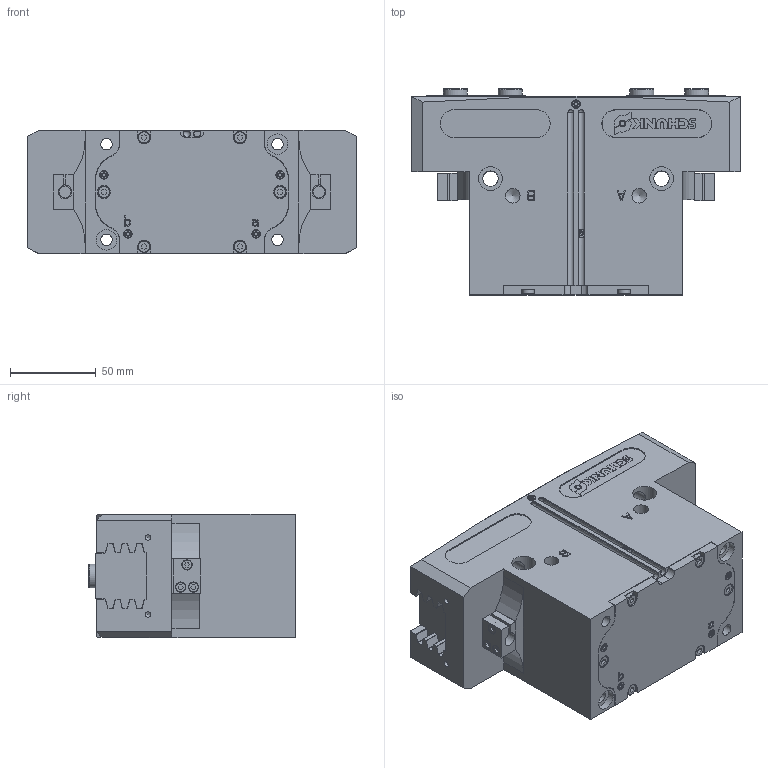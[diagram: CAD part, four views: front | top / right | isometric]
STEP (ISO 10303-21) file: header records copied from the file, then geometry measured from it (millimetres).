
FILE_DESCRIPTION(/* description */ ('STEP AP214'),/* implementation_level */ '2;1');
FILE_NAME(/* name */ 'SCHUNK-1317660 PGN-plus-P 160-2-AS-P_ 000',/* time_stamp */ '2025-07-30T13:20:38+02:00',/* author */ ('License CC BY-ND 4.0'),/* organization */ ('CADENAS'),/* preprocessor_version */ 'ST-DEVELOPER v19.3',/* originating_system */ 'PARTsolutions',/* authorisation */ ' ');
FILE_SCHEMA (('AUTOMOTIVE_DESIGN {1 0 10303 214 3 1 1}'));
Length unit declared in the file: millimetre
Products named in the file (9): SCHUNK-1317660 PGN-plus-P 160-2-AS-P, 000; SCHUNK-5524256 Gehaeuse-PGN-plus-P 160-GKS; SCHUNK-5524251 Abdeckblech-PGN-plus-P 160; SCHUNK-5524250 Deckel-PGN-plus-P 160; SCHUNK-9949504 limit stop for MMS-P; SCHUNK-9957615 Typenschild 16x64x0.3; SCHUNK-5503506 Halter fuer NHS KL03; SCHUNK---Grundbacke PGN-plus-P 160-2-P; SCHUNK-9951430 Zentrierhuelse PGN-plus
Assembly tree (13 placements, depth 2):
  SCHUNK-1317660 PGN-plus-P 160-2-AS-P, 000
    SCHUNK-5524256 Gehaeuse-PGN-plus-P 160-GKS
    SCHUNK-5524251 Abdeckblech-PGN-plus-P 160
    SCHUNK-5524250 Deckel-PGN-plus-P 160
    SCHUNK-9949504 limit stop for MMS-P
    SCHUNK-9957615 Typenschild 16x64x0.3
    SCHUNK-5503506 Halter fuer NHS KL03  x2
    SCHUNK---Grundbacke PGN-plus-P 160-2-P  x2
    SCHUNK-9951430 Zentrierhuelse PGN-plus  x4
Bounding box: 192 x 120.5 x 72 mm (x, y, z)
Volume: 1192001.2 mm3; surface area: 185688.7 mm2
Topology: 13 solids, 13 shells, 1523 faces, 4125 edges, 2731 vertices
Faces by surface type: plane 855, cylinder 588, cone 72, torus 6, sphere 2
Full cylindrical faces by diameter (mm): 2.459 x8, 2.5 x1, 2.832 x1, 3 x4, 3.242 x4, 4.134 x4, 5 x12, 5.5 x10, 6 x6, 6.8 x6, 7 x10, 7.5 x2, 8 x4, 8.2 x2, 8.376 x4, 8.566 x2, 9 x2, 10.5 x6, 10.6 x4, 12 x4, 13.6 x4, 14 x6, 15 x8
Entity records: 43745 total; most frequent: CARTESIAN_POINT 6299, DIRECTION 6170, ORIENTED_EDGE 5820, EDGE_CURVE 2910, AXIS2_PLACEMENT_3D 2099, VERTEX_POINT 2032, LINE 1972, VECTOR 1972
